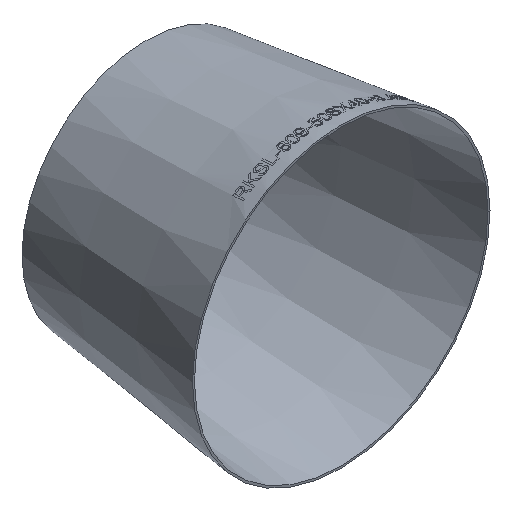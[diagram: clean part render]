
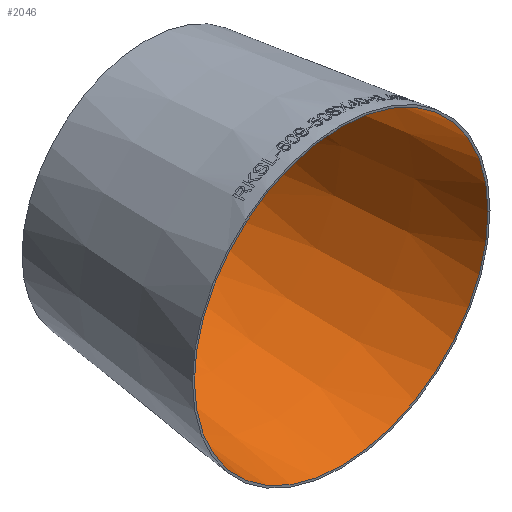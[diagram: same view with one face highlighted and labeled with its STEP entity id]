
A CAD part, isometric view. The second image highlights one B-rep face of the part: STEP entity #2046.
In plain terms, the highlighted conical face has half-angle 7.238 degrees and reference radius 300.768 mm.
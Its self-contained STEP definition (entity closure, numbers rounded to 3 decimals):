
#156 = DIRECTION ( 'NONE',  ( 0., 0., -1. ) ) ;
#718 = AXIS2_PLACEMENT_3D ( 'NONE', #20788, #54824, #156 ) ;
#2046 = ADVANCED_FACE ( 'NONE', ( #20466, #26016 ), #60266, .F. ) ;
#4280 = CIRCLE ( 'NONE', #61741, 300.768 ) ;
#6100 = VERTEX_POINT ( 'NONE', #25430 ) ;
#6658 = DIRECTION ( 'NONE',  ( 0., -1., 0. ) ) ;
#8328 = ORIENTED_EDGE ( 'NONE', *, *, #52324, .T. ) ;
#15521 = ORIENTED_EDGE ( 'NONE', *, *, #53795, .F. ) ;
#20466 = FACE_BOUND ( 'NONE', #41141, .T. ) ;
#20788 = CARTESIAN_POINT ( 'NONE',  ( 0., 0., 0. ) ) ;
#22219 = EDGE_LOOP ( 'NONE', ( #8328 ) ) ;
#25430 = CARTESIAN_POINT ( 'NONE',  ( 0., 0., -300.768 ) ) ;
#26016 = FACE_OUTER_BOUND ( 'NONE', #22219, .T. ) ;
#32510 = DIRECTION ( 'NONE',  ( 0., 0., -1. ) ) ;
#32748 = DIRECTION ( 'NONE',  ( 0., -1., 0. ) ) ;
#41141 = EDGE_LOOP ( 'NONE', ( #15521 ) ) ;
#41992 = CARTESIAN_POINT ( 'NONE',  ( 0., 0., 0. ) ) ;
#44094 = CARTESIAN_POINT ( 'NONE',  ( 0., 400., 0. ) ) ;
#45386 = CARTESIAN_POINT ( 'NONE',  ( 0., 400., -249.968 ) ) ;
#52324 = EDGE_CURVE ( 'NONE', #6100, #6100, #4280, .T. ) ;
#53795 = EDGE_CURVE ( 'NONE', #54868, #54868, #57622, .T. ) ;
#54824 = DIRECTION ( 'NONE',  ( 0., -1., 0. ) ) ;
#54868 = VERTEX_POINT ( 'NONE', #45386 ) ;
#57622 = CIRCLE ( 'NONE', #62839, 249.968 ) ;
#60266 = CONICAL_SURFACE ( 'NONE', #718, 300.768, 0.126 ) ;
#61741 = AXIS2_PLACEMENT_3D ( 'NONE', #41992, #6658, #32510 ) ;
#62839 = AXIS2_PLACEMENT_3D ( 'NONE', #44094, #32748, #64672 ) ;
#64672 = DIRECTION ( 'NONE',  ( 0., 0., -1. ) ) ;
